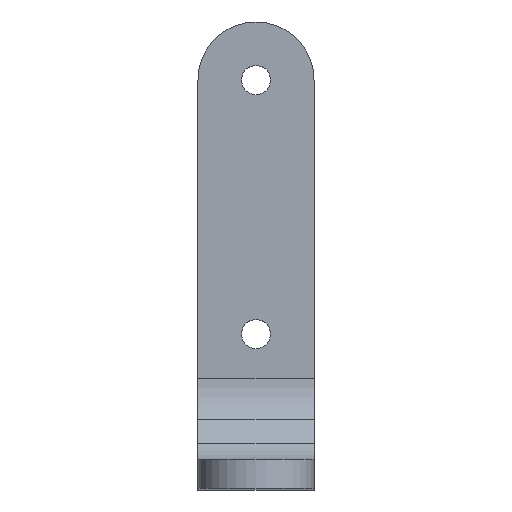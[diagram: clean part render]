
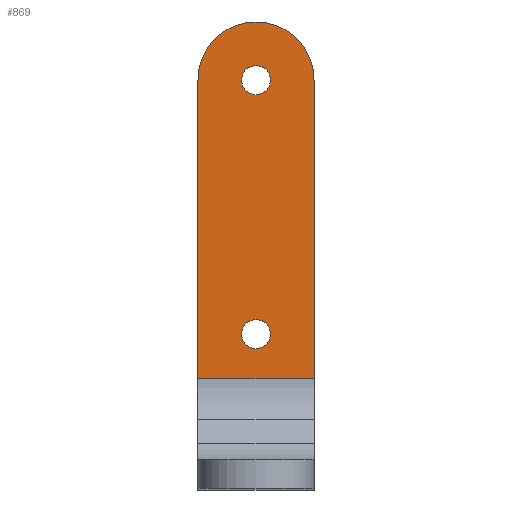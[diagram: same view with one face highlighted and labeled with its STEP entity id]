
A CAD part, top view. The second image highlights one B-rep face of the part: STEP entity #869.
In plain terms, the highlighted planar face has unit normal (0, 0, 1).
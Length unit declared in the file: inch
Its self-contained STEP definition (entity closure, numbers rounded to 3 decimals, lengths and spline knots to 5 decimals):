
#223=DIRECTION('',(0.,1.,0.));
#224=VECTOR('',#223,2.57414);
#225=CARTESIAN_POINT('',(1.,0.95711,-8.375));
#226=LINE('',#225,#224);
#283=CARTESIAN_POINT('',(0.5,1.34375,-8.375));
#284=DIRECTION('',(0.,0.,-1.));
#285=DIRECTION('',(-1.,0.,0.));
#286=AXIS2_PLACEMENT_3D('',#283,#284,#285);
#288=CARTESIAN_POINT('',(0.5,1.34375,-8.375));
#289=DIRECTION('',(0.,0.,-1.));
#290=DIRECTION('',(1.,0.,0.));
#291=AXIS2_PLACEMENT_3D('',#288,#289,#290);
#293=CARTESIAN_POINT('',(0.5,3.53125,-8.375));
#294=DIRECTION('',(0.,0.,-1.));
#295=DIRECTION('',(-1.,0.,0.));
#296=AXIS2_PLACEMENT_3D('',#293,#294,#295);
#298=CARTESIAN_POINT('',(0.5,3.53125,-8.375));
#299=DIRECTION('',(0.,0.,-1.));
#300=DIRECTION('',(1.,0.,0.));
#301=AXIS2_PLACEMENT_3D('',#298,#299,#300);
#303=CARTESIAN_POINT('',(0.5,3.53125,-8.375));
#304=DIRECTION('',(0.,0.,-1.));
#305=DIRECTION('',(-1.,0.,0.));
#306=AXIS2_PLACEMENT_3D('',#303,#304,#305);
#308=DIRECTION('',(-1.,0.,0.));
#309=VECTOR('',#308,1.);
#310=CARTESIAN_POINT('',(1.,0.95711,-8.375));
#311=LINE('',#310,#309);
#312=DIRECTION('',(0.,1.,0.));
#313=VECTOR('',#312,2.57414);
#314=CARTESIAN_POINT('',(0.,0.95711,-8.375));
#315=LINE('',#314,#313);
#401=CARTESIAN_POINT('',(0.375,1.34375,-8.375));
#402=CARTESIAN_POINT('',(0.625,1.34375,-8.375));
#403=VERTEX_POINT('',#401);
#404=VERTEX_POINT('',#402);
#405=CARTESIAN_POINT('',(0.375,3.53125,-8.375));
#406=CARTESIAN_POINT('',(0.625,3.53125,-8.375));
#407=VERTEX_POINT('',#405);
#408=VERTEX_POINT('',#406);
#409=CARTESIAN_POINT('',(1.,0.95711,-8.375));
#410=CARTESIAN_POINT('',(0.,0.95711,-8.375));
#411=VERTEX_POINT('',#409);
#412=VERTEX_POINT('',#410);
#449=CARTESIAN_POINT('',(0.,3.53125,-8.375));
#450=CARTESIAN_POINT('',(1.,3.53125,-8.375));
#451=VERTEX_POINT('',#449);
#452=VERTEX_POINT('',#450);
#845=CARTESIAN_POINT('',(0.,0.25,-8.375));
#846=DIRECTION('',(0.,0.,1.));
#847=DIRECTION('',(1.,0.,0.));
#848=AXIS2_PLACEMENT_3D('',#845,#846,#847);
#849=PLANE('',#848);
#851=ORIENTED_EDGE('',*,*,#850,.T.);
#852=ORIENTED_EDGE('',*,*,#746,.F.);
#853=ORIENTED_EDGE('',*,*,#837,.T.);
#854=ORIENTED_EDGE('',*,*,#654,.T.);
#855=EDGE_LOOP('',(#851,#852,#853,#854));
#856=FACE_OUTER_BOUND('',#855,.F.);
#858=ORIENTED_EDGE('',*,*,#857,.F.);
#860=ORIENTED_EDGE('',*,*,#859,.F.);
#861=EDGE_LOOP('',(#858,#860));
#862=FACE_BOUND('',#861,.F.);
#864=ORIENTED_EDGE('',*,*,#863,.F.);
#866=ORIENTED_EDGE('',*,*,#865,.F.);
#867=EDGE_LOOP('',(#864,#866));
#868=FACE_BOUND('',#867,.F.);
#869=ADVANCED_FACE('',(#856,#862,#868),#849,.T.);
#287=CIRCLE('',#286,0.125);
#292=CIRCLE('',#291,0.125);
#297=CIRCLE('',#296,0.125);
#302=CIRCLE('',#301,0.125);
#307=CIRCLE('',#306,0.5);
#654=EDGE_CURVE('',#412,#451,#315,.T.);
#746=EDGE_CURVE('',#411,#452,#226,.T.);
#837=EDGE_CURVE('',#411,#412,#311,.T.);
#850=EDGE_CURVE('',#451,#452,#307,.T.);
#857=EDGE_CURVE('',#407,#408,#297,.T.);
#859=EDGE_CURVE('',#408,#407,#302,.T.);
#863=EDGE_CURVE('',#403,#404,#287,.T.);
#865=EDGE_CURVE('',#404,#403,#292,.T.);
